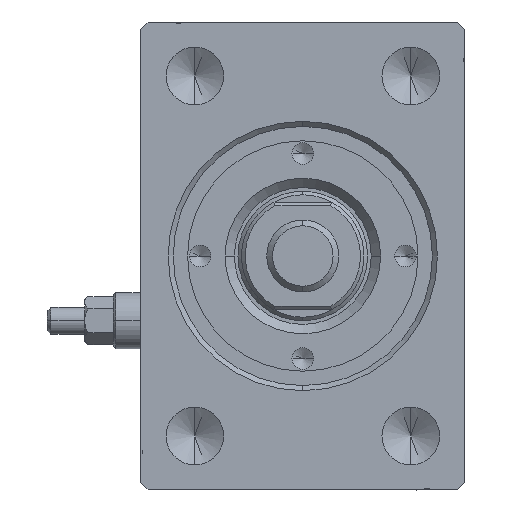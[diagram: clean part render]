
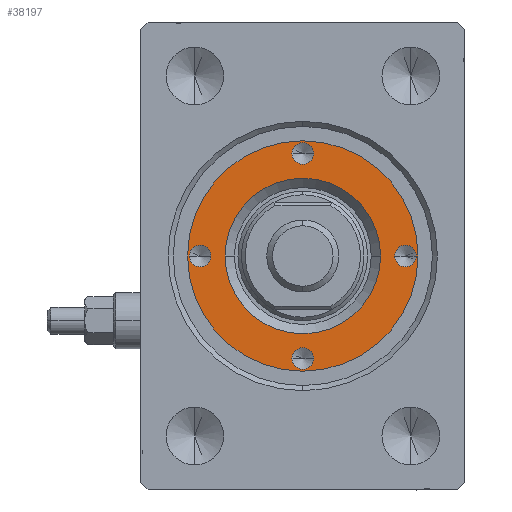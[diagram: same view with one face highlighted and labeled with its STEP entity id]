
A CAD part, left-side view. The second image highlights one B-rep face of the part: STEP entity #38197.
In plain terms, the highlighted face is planar.
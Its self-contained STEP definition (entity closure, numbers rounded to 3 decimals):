
#1235 = VERTEX_POINT ( 'NONE', #17501 ) ;
#1331 = ORIENTED_EDGE ( 'NONE', *, *, #31403, .F. ) ;
#1523 = EDGE_LOOP ( 'NONE', ( #10227, #34842 ) ) ;
#1862 = DIRECTION ( 'NONE',  ( 0., 0., 1. ) ) ;
#1906 = CARTESIAN_POINT ( 'NONE',  ( 0., 0., 7. ) ) ;
#2354 = FACE_BOUND ( 'NONE', #26474, .T. ) ;
#2363 = CIRCLE ( 'NONE', #9732, 1.5 ) ;
#2706 = VERTEX_POINT ( 'NONE', #3814 ) ;
#2776 = DIRECTION ( 'NONE',  ( 0., 0., 1. ) ) ;
#3005 = CARTESIAN_POINT ( 'NONE',  ( 14.25, 0., 7. ) ) ;
#3448 = ORIENTED_EDGE ( 'NONE', *, *, #29812, .F. ) ;
#3479 = CARTESIAN_POINT ( 'NONE',  ( 14.25, 0., 7. ) ) ;
#3814 = CARTESIAN_POINT ( 'NONE',  ( 12.75, 0., 7. ) ) ;
#3934 = DIRECTION ( 'NONE',  ( 0., 0., 1. ) ) ;
#4921 = DIRECTION ( 'NONE',  ( 0., 0., 1. ) ) ;
#5543 = ORIENTED_EDGE ( 'NONE', *, *, #26138, .T. ) ;
#5813 = FACE_OUTER_BOUND ( 'NONE', #17965, .T. ) ;
#5851 = DIRECTION ( 'NONE',  ( 0., 0., -1. ) ) ;
#6079 = DIRECTION ( 'NONE',  ( 1., 0., 0. ) ) ;
#7437 = VERTEX_POINT ( 'NONE', #26779 ) ;
#8177 = VERTEX_POINT ( 'NONE', #29262 ) ;
#8435 = CIRCLE ( 'NONE', #34134, 10.8 ) ;
#8596 = EDGE_CURVE ( 'NONE', #16682, #8177, #19273, .T. ) ;
#8766 = CARTESIAN_POINT ( 'NONE',  ( 0., 14.25, 7. ) ) ;
#9040 = PLANE ( 'NONE',  #37581 ) ;
#9202 = ORIENTED_EDGE ( 'NONE', *, *, #22432, .T. ) ;
#9429 = AXIS2_PLACEMENT_3D ( 'NONE', #12802, #19459, #33261 ) ;
#9732 = AXIS2_PLACEMENT_3D ( 'NONE', #3479, #17052, #45082 ) ;
#10227 = ORIENTED_EDGE ( 'NONE', *, *, #12935, .F. ) ;
#11071 = CARTESIAN_POINT ( 'NONE',  ( 0., 0., 7. ) ) ;
#11343 = VERTEX_POINT ( 'NONE', #23127 ) ;
#11779 = EDGE_CURVE ( 'NONE', #8177, #16682, #40904, .T. ) ;
#12032 = CARTESIAN_POINT ( 'NONE',  ( 16., 0., 7. ) ) ;
#12802 = CARTESIAN_POINT ( 'NONE',  ( 0., -14.25, 7. ) ) ;
#12842 = CIRCLE ( 'NONE', #41424, 16. ) ;
#12935 = EDGE_CURVE ( 'NONE', #11343, #42137, #26721, .T. ) ;
#13687 = DIRECTION ( 'NONE',  ( 1., 0., 0. ) ) ;
#14583 = AXIS2_PLACEMENT_3D ( 'NONE', #3005, #2776, #37951 ) ;
#14819 = DIRECTION ( 'NONE',  ( 1., 0., 0. ) ) ;
#14932 = DIRECTION ( 'NONE',  ( 0., 0., 1. ) ) ;
#14987 = DIRECTION ( 'NONE',  ( 1., 0., 0. ) ) ;
#15409 = EDGE_LOOP ( 'NONE', ( #19224, #1331 ) ) ;
#15424 = AXIS2_PLACEMENT_3D ( 'NONE', #11071, #3934, #31539 ) ;
#15622 = CARTESIAN_POINT ( 'NONE',  ( -1.5, 14.25, 7. ) ) ;
#16412 = AXIS2_PLACEMENT_3D ( 'NONE', #43855, #14932, #25958 ) ;
#16682 = VERTEX_POINT ( 'NONE', #15622 ) ;
#16981 = DIRECTION ( 'NONE',  ( 1., 0., 0. ) ) ;
#17052 = DIRECTION ( 'NONE',  ( 0., 0., 1. ) ) ;
#17209 = DIRECTION ( 'NONE',  ( 0., 0., 1. ) ) ;
#17501 = CARTESIAN_POINT ( 'NONE',  ( 10.8, 0., 7. ) ) ;
#17965 = EDGE_LOOP ( 'NONE', ( #29261, #9202 ) ) ;
#18128 = CIRCLE ( 'NONE', #38775, 10.8 ) ;
#19224 = ORIENTED_EDGE ( 'NONE', *, *, #38316, .F. ) ;
#19273 = CIRCLE ( 'NONE', #23696, 1.5 ) ;
#19459 = DIRECTION ( 'NONE',  ( 0., 0., 1. ) ) ;
#19687 = CIRCLE ( 'NONE', #9429, 1.5 ) ;
#20430 = CARTESIAN_POINT ( 'NONE',  ( 0., 14.25, 7. ) ) ;
#20904 = ORIENTED_EDGE ( 'NONE', *, *, #31398, .T. ) ;
#20931 = DIRECTION ( 'NONE',  ( 1., 0., 0. ) ) ;
#22336 = VERTEX_POINT ( 'NONE', #24193 ) ;
#22432 = EDGE_CURVE ( 'NONE', #26749, #28525, #36681, .T. ) ;
#22581 = CIRCLE ( 'NONE', #24778, 1.5 ) ;
#23127 = CARTESIAN_POINT ( 'NONE',  ( -12.75, 0., 7. ) ) ;
#23513 = FACE_BOUND ( 'NONE', #26432, .T. ) ;
#23696 = AXIS2_PLACEMENT_3D ( 'NONE', #20430, #17209, #16981 ) ;
#24193 = CARTESIAN_POINT ( 'NONE',  ( -10.8, 0., 7. ) ) ;
#24778 = AXIS2_PLACEMENT_3D ( 'NONE', #31169, #31839, #13687 ) ;
#25109 = CARTESIAN_POINT ( 'NONE',  ( -16., 0., 7. ) ) ;
#25605 = CARTESIAN_POINT ( 'NONE',  ( -1.5, -14.25, 7. ) ) ;
#25958 = DIRECTION ( 'NONE',  ( 1., 0., 0. ) ) ;
#26138 = EDGE_CURVE ( 'NONE', #22336, #1235, #8435, .T. ) ;
#26294 = CIRCLE ( 'NONE', #35078, 1.5 ) ;
#26432 = EDGE_LOOP ( 'NONE', ( #20904, #5543 ) ) ;
#26474 = EDGE_LOOP ( 'NONE', ( #31763, #31273 ) ) ;
#26505 = FACE_BOUND ( 'NONE', #1523, .T. ) ;
#26721 = CIRCLE ( 'NONE', #16412, 1.5 ) ;
#26749 = VERTEX_POINT ( 'NONE', #12032 ) ;
#26779 = CARTESIAN_POINT ( 'NONE',  ( 1.5, -14.25, 7. ) ) ;
#26937 = EDGE_CURVE ( 'NONE', #28525, #26749, #12842, .T. ) ;
#27385 = CARTESIAN_POINT ( 'NONE',  ( 0., 0., 7. ) ) ;
#28055 = CARTESIAN_POINT ( 'NONE',  ( -15.75, 0., 7. ) ) ;
#28493 = ORIENTED_EDGE ( 'NONE', *, *, #34423, .F. ) ;
#28525 = VERTEX_POINT ( 'NONE', #25109 ) ;
#28853 = CARTESIAN_POINT ( 'NONE',  ( 15.75, 0., 7. ) ) ;
#29167 = AXIS2_PLACEMENT_3D ( 'NONE', #8766, #1862, #14987 ) ;
#29261 = ORIENTED_EDGE ( 'NONE', *, *, #26937, .T. ) ;
#29262 = CARTESIAN_POINT ( 'NONE',  ( 1.5, 14.25, 7. ) ) ;
#29812 = EDGE_CURVE ( 'NONE', #38096, #7437, #22581, .T. ) ;
#29835 = EDGE_CURVE ( 'NONE', #42137, #11343, #26294, .T. ) ;
#31169 = CARTESIAN_POINT ( 'NONE',  ( 0., -14.25, 7. ) ) ;
#31273 = ORIENTED_EDGE ( 'NONE', *, *, #8596, .F. ) ;
#31398 = EDGE_CURVE ( 'NONE', #1235, #22336, #18128, .T. ) ;
#31403 = EDGE_CURVE ( 'NONE', #2706, #41849, #32196, .T. ) ;
#31539 = DIRECTION ( 'NONE',  ( 1., 0., 0. ) ) ;
#31763 = ORIENTED_EDGE ( 'NONE', *, *, #11779, .F. ) ;
#31839 = DIRECTION ( 'NONE',  ( 0., 0., 1. ) ) ;
#32196 = CIRCLE ( 'NONE', #14583, 1.5 ) ;
#32388 = CARTESIAN_POINT ( 'NONE',  ( 0., 0., 7. ) ) ;
#33261 = DIRECTION ( 'NONE',  ( 1., 0., 0. ) ) ;
#33626 = FACE_BOUND ( 'NONE', #37021, .T. ) ;
#33892 = CARTESIAN_POINT ( 'NONE',  ( 0., 0., 7. ) ) ;
#34134 = AXIS2_PLACEMENT_3D ( 'NONE', #33892, #5851, #6079 ) ;
#34423 = EDGE_CURVE ( 'NONE', #7437, #38096, #19687, .T. ) ;
#34842 = ORIENTED_EDGE ( 'NONE', *, *, #29835, .F. ) ;
#35078 = AXIS2_PLACEMENT_3D ( 'NONE', #35966, #4921, #14819 ) ;
#35966 = CARTESIAN_POINT ( 'NONE',  ( -14.25, 0., 7. ) ) ;
#36681 = CIRCLE ( 'NONE', #15424, 16. ) ;
#37021 = EDGE_LOOP ( 'NONE', ( #28493, #3448 ) ) ;
#37581 = AXIS2_PLACEMENT_3D ( 'NONE', #1906, #37978, #40513 ) ;
#37733 = DIRECTION ( 'NONE',  ( 0., 0., -1. ) ) ;
#37951 = DIRECTION ( 'NONE',  ( 1., 0., 0. ) ) ;
#37978 = DIRECTION ( 'NONE',  ( 0., 0., 1. ) ) ;
#38096 = VERTEX_POINT ( 'NONE', #25605 ) ;
#38197 = ADVANCED_FACE ( 'NONE', ( #26505, #2354, #40740, #33626, #23513, #5813 ), #9040, .T. ) ;
#38316 = EDGE_CURVE ( 'NONE', #41849, #2706, #2363, .T. ) ;
#38775 = AXIS2_PLACEMENT_3D ( 'NONE', #27385, #37733, #20931 ) ;
#40166 = DIRECTION ( 'NONE',  ( 1., 0., 0. ) ) ;
#40513 = DIRECTION ( 'NONE',  ( 1., 0., 0. ) ) ;
#40740 = FACE_BOUND ( 'NONE', #15409, .T. ) ;
#40904 = CIRCLE ( 'NONE', #29167, 1.5 ) ;
#41424 = AXIS2_PLACEMENT_3D ( 'NONE', #32388, #43836, #40166 ) ;
#41849 = VERTEX_POINT ( 'NONE', #28853 ) ;
#42137 = VERTEX_POINT ( 'NONE', #28055 ) ;
#43836 = DIRECTION ( 'NONE',  ( 0., 0., 1. ) ) ;
#43855 = CARTESIAN_POINT ( 'NONE',  ( -14.25, 0., 7. ) ) ;
#45082 = DIRECTION ( 'NONE',  ( 1., 0., 0. ) ) ;
